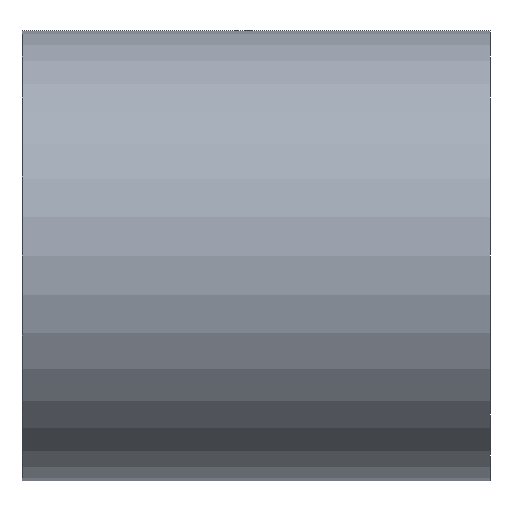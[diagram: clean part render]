
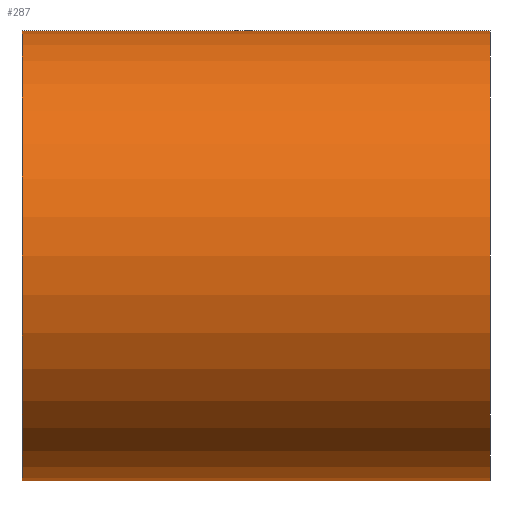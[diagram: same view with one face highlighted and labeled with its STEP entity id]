
A CAD part, front view. The second image highlights one B-rep face of the part: STEP entity #287.
In plain terms, the highlighted cylindrical face has radius 25 mm (diameter 50 mm), a partial arc.
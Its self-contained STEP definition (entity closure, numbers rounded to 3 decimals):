
#8 = EDGE_CURVE ( 'NONE', #263, #73, #148, .T. ) ;
#14 = DIRECTION ( 'NONE',  ( -1., 0., 0. ) ) ;
#21 = CARTESIAN_POINT ( 'NONE',  ( -46.222, 0., -25. ) ) ;
#25 = ORIENTED_EDGE ( 'NONE', *, *, #48, .T. ) ;
#27 = EDGE_LOOP ( 'NONE', ( #78, #25, #260, #255 ) ) ;
#29 = AXIS2_PLACEMENT_3D ( 'NONE', #81, #270, #56 ) ;
#42 = DIRECTION ( 'NONE',  ( -1., 0., 0. ) ) ;
#48 = EDGE_CURVE ( 'NONE', #303, #263, #91, .T. ) ;
#50 = VECTOR ( 'NONE', #51, 1000. ) ;
#51 = DIRECTION ( 'NONE',  ( -1., 0., 0. ) ) ;
#53 = VERTEX_POINT ( 'NONE', #112 ) ;
#56 = DIRECTION ( 'NONE',  ( 0., 0., 1. ) ) ;
#62 = DIRECTION ( 'NONE',  ( 0., 0., 1. ) ) ;
#73 = VERTEX_POINT ( 'NONE', #297 ) ;
#78 = ORIENTED_EDGE ( 'NONE', *, *, #220, .F. ) ;
#81 = CARTESIAN_POINT ( 'NONE',  ( -6.017, 0., 0. ) ) ;
#91 = CIRCLE ( 'NONE', #215, 25. ) ;
#97 = CARTESIAN_POINT ( 'NONE',  ( 45.983, 0., 25. ) ) ;
#112 = CARTESIAN_POINT ( 'NONE',  ( -6.017, 0., -25. ) ) ;
#140 = DIRECTION ( 'NONE',  ( 0., 0., 1. ) ) ;
#146 = EDGE_CURVE ( 'NONE', #53, #73, #305, .T. ) ;
#148 = LINE ( 'NONE', #170, #50 ) ;
#164 = LINE ( 'NONE', #21, #202 ) ;
#170 = CARTESIAN_POINT ( 'NONE',  ( -46.222, 0., 25. ) ) ;
#173 = CARTESIAN_POINT ( 'NONE',  ( 45.983, 0., 0. ) ) ;
#190 = CARTESIAN_POINT ( 'NONE',  ( -46.222, 0., 0. ) ) ;
#195 = AXIS2_PLACEMENT_3D ( 'NONE', #190, #289, #140 ) ;
#202 = VECTOR ( 'NONE', #42, 1000. ) ;
#214 = FACE_OUTER_BOUND ( 'NONE', #27, .T. ) ;
#215 = AXIS2_PLACEMENT_3D ( 'NONE', #173, #14, #62 ) ;
#220 = EDGE_CURVE ( 'NONE', #303, #53, #164, .T. ) ;
#238 = CARTESIAN_POINT ( 'NONE',  ( 45.983, 0., -25. ) ) ;
#255 = ORIENTED_EDGE ( 'NONE', *, *, #146, .F. ) ;
#260 = ORIENTED_EDGE ( 'NONE', *, *, #8, .T. ) ;
#263 = VERTEX_POINT ( 'NONE', #97 ) ;
#270 = DIRECTION ( 'NONE',  ( -1., 0., 0. ) ) ;
#287 = ADVANCED_FACE ( 'NONE', ( #214 ), #304, .T. ) ;
#289 = DIRECTION ( 'NONE',  ( -1., 0., 0. ) ) ;
#297 = CARTESIAN_POINT ( 'NONE',  ( -6.017, 0., 25. ) ) ;
#303 = VERTEX_POINT ( 'NONE', #238 ) ;
#304 = CYLINDRICAL_SURFACE ( 'NONE', #195, 25. ) ;
#305 = CIRCLE ( 'NONE', #29, 25. ) ;
